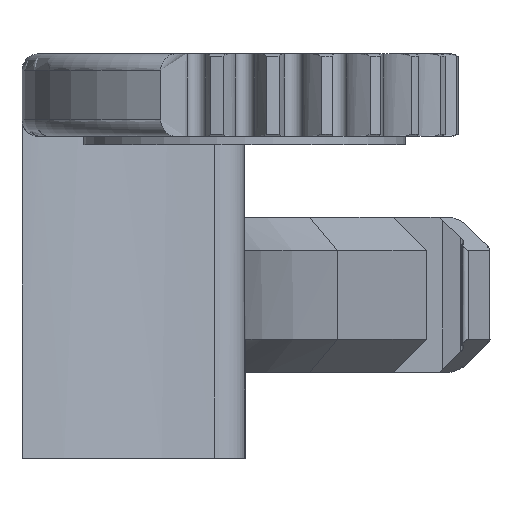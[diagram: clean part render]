
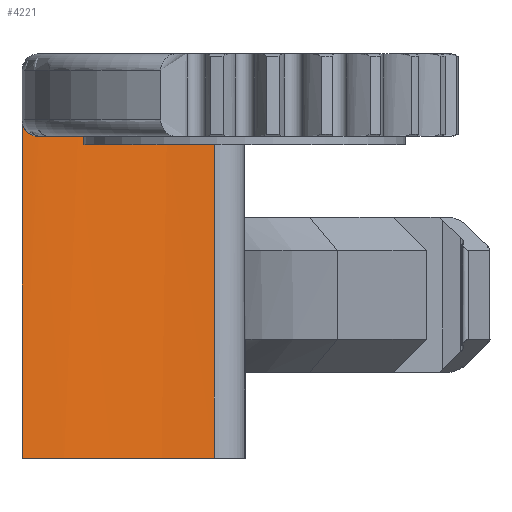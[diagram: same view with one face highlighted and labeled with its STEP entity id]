
A CAD part, front view. The second image highlights one B-rep face of the part: STEP entity #4221.
In plain terms, the highlighted cylindrical face has radius 20 mm (diameter 40 mm), a partial arc.
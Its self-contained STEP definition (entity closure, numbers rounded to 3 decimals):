
#378 = B_SPLINE_CURVE_WITH_KNOTS ( 'NONE', 3,
 ( #2478, #4712, #4234, #6936, #1934, #5296, #4160, #6394, #1378, #6973 ),
 .UNSPECIFIED., .F., .F.,
 ( 4, 2, 2, 2, 4 ),
 ( 0., 0., 0.001, 0.001, 0.002 ),
 .UNSPECIFIED. ) ;
#594 = AXIS2_PLACEMENT_3D ( 'NONE', #3784, #6522, #5253 ) ;
#634 = LINE ( 'NONE', #5729, #2993 ) ;
#915 = DIRECTION ( 'NONE',  ( -1., 0., 0. ) ) ;
#1082 = DIRECTION ( 'NONE',  ( 0., 0., -1. ) ) ;
#1359 = VERTEX_POINT ( 'NONE', #4114 ) ;
#1378 = CARTESIAN_POINT ( 'NONE',  ( -25.5, 14.756, 20.346 ) ) ;
#1558 = FACE_OUTER_BOUND ( 'NONE', #5661, .T. ) ;
#1934 = CARTESIAN_POINT ( 'NONE',  ( -25.065, 15.143, 19.666 ) ) ;
#1988 = ORIENTED_EDGE ( 'NONE', *, *, #2300, .T. ) ;
#2102 = CARTESIAN_POINT ( 'NONE',  ( -12., 0., 0. ) ) ;
#2221 = ORIENTED_EDGE ( 'NONE', *, *, #6997, .T. ) ;
#2248 = DIRECTION ( 'NONE',  ( 0., 0., 1. ) ) ;
#2300 = EDGE_CURVE ( 'NONE', #2921, #6671, #6510, .T. ) ;
#2478 = CARTESIAN_POINT ( 'NONE',  ( -24.5, 15.612, 19.5 ) ) ;
#2609 = CYLINDRICAL_SURFACE ( 'NONE', #594, 20. ) ;
#2717 = CARTESIAN_POINT ( 'NONE',  ( -25.5, 14.756, 20.5 ) ) ;
#2921 = VERTEX_POINT ( 'NONE', #2717 ) ;
#2993 = VECTOR ( 'NONE', #2248, 1000. ) ;
#3222 = DIRECTION ( 'NONE',  ( 0., 0., -1. ) ) ;
#3572 = ORIENTED_EDGE ( 'NONE', *, *, #5445, .T. ) ;
#3603 = EDGE_CURVE ( 'NONE', #6275, #1359, #5362, .T. ) ;
#3604 = AXIS2_PLACEMENT_3D ( 'NONE', #3665, #4870, #915 ) ;
#3663 = CARTESIAN_POINT ( 'NONE',  ( -25.5, 14.756, 19.5 ) ) ;
#3665 = CARTESIAN_POINT ( 'NONE',  ( -12., 0., 19.5 ) ) ;
#3784 = CARTESIAN_POINT ( 'NONE',  ( -12., 0., 19.5 ) ) ;
#4114 = CARTESIAN_POINT ( 'NONE',  ( -13.86, 19.913, 19.5 ) ) ;
#4160 = CARTESIAN_POINT ( 'NONE',  ( -25.34, 14.902, 19.939 ) ) ;
#4221 = ADVANCED_FACE ( 'NONE', ( #1558 ), #2609, .F. ) ;
#4234 = CARTESIAN_POINT ( 'NONE',  ( -24.735, 15.422, 19.521 ) ) ;
#4359 = VERTEX_POINT ( 'NONE', #7215 ) ;
#4583 = CARTESIAN_POINT ( 'NONE',  ( -25.5, 14.756, 0. ) ) ;
#4712 = CARTESIAN_POINT ( 'NONE',  ( -24.619, 15.517, 19.5 ) ) ;
#4870 = DIRECTION ( 'NONE',  ( 0., 0., -1. ) ) ;
#4927 = ORIENTED_EDGE ( 'NONE', *, *, #6910, .T. ) ;
#5253 = DIRECTION ( 'NONE',  ( -1., 0., 0. ) ) ;
#5296 = CARTESIAN_POINT ( 'NONE',  ( -25.255, 14.978, 19.832 ) ) ;
#5333 = AXIS2_PLACEMENT_3D ( 'NONE', #2102, #1082, #7111 ) ;
#5362 = CIRCLE ( 'NONE', #3604, 20. ) ;
#5445 = EDGE_CURVE ( 'NONE', #6275, #2921, #378, .T. ) ;
#5661 = EDGE_LOOP ( 'NONE', ( #4927, #2221, #7089, #3572, #1988 ) ) ;
#5708 = CARTESIAN_POINT ( 'NONE',  ( -24.5, 15.612, 19.5 ) ) ;
#5729 = CARTESIAN_POINT ( 'NONE',  ( -13.86, 19.913, 19.5 ) ) ;
#6198 = VECTOR ( 'NONE', #3222, 1000. ) ;
#6275 = VERTEX_POINT ( 'NONE', #5708 ) ;
#6394 = CARTESIAN_POINT ( 'NONE',  ( -25.463, 14.79, 20.196 ) ) ;
#6494 = CIRCLE ( 'NONE', #5333, 20. ) ;
#6510 = LINE ( 'NONE', #3663, #6198 ) ;
#6522 = DIRECTION ( 'NONE',  ( 0., 0., -1. ) ) ;
#6671 = VERTEX_POINT ( 'NONE', #4583 ) ;
#6910 = EDGE_CURVE ( 'NONE', #6671, #4359, #6494, .T. ) ;
#6936 = CARTESIAN_POINT ( 'NONE',  ( -24.96, 15.234, 19.604 ) ) ;
#6973 = CARTESIAN_POINT ( 'NONE',  ( -25.5, 14.756, 20.5 ) ) ;
#6997 = EDGE_CURVE ( 'NONE', #4359, #1359, #634, .T. ) ;
#7089 = ORIENTED_EDGE ( 'NONE', *, *, #3603, .F. ) ;
#7111 = DIRECTION ( 'NONE',  ( -1., 0., 0. ) ) ;
#7215 = CARTESIAN_POINT ( 'NONE',  ( -13.86, 19.913, 0. ) ) ;
